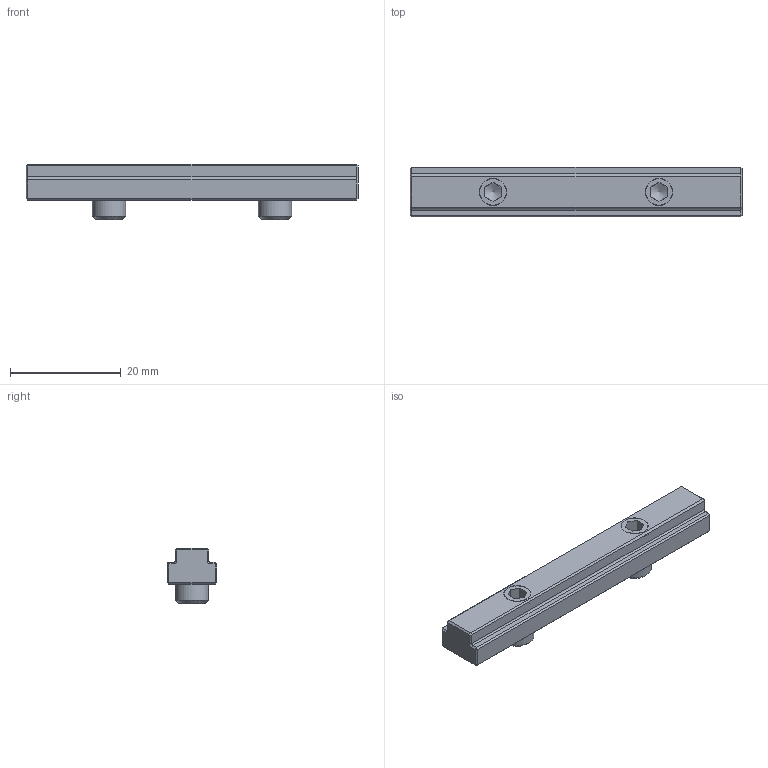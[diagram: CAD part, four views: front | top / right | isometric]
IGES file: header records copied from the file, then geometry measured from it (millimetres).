
Global section: file name: 321306.stp.ipt; native system: Autodesk Inventor 2014; preprocessor: unknown; author: zeman; date: 20151016.101718; units: millimetre
Bounding box: 60 x 9 x 10 mm (x, y, z)
Volume: 3306 mm3; surface area: 2546.2 mm2
Topology: 3 solids, 3 shells, 73 faces, 157 edges, 90 vertices
Faces by surface type: plane 57, revolution 8, cone 4, cylinder 2, bspline 2
Full cylindrical faces by diameter (mm): 6 x2
